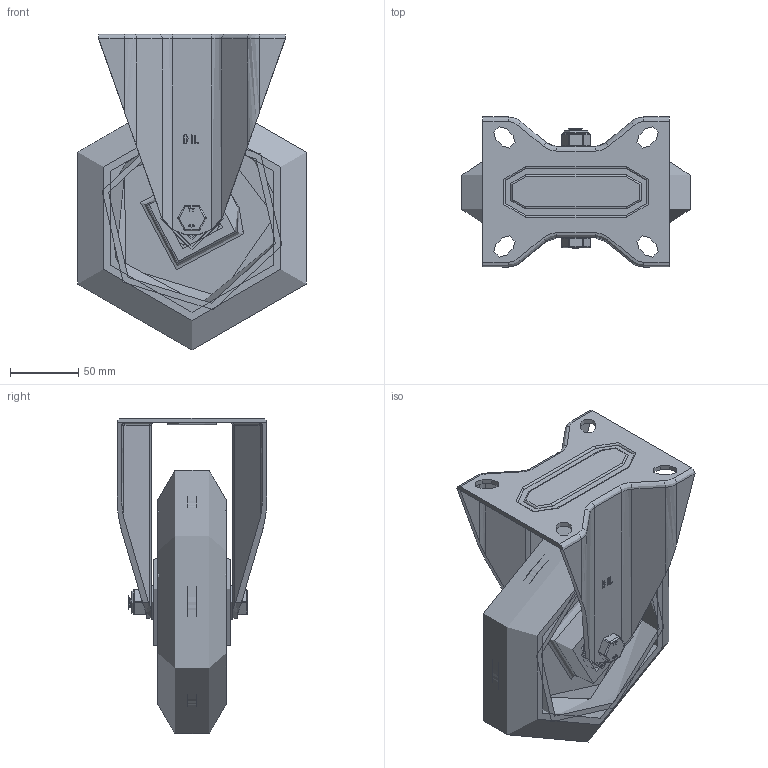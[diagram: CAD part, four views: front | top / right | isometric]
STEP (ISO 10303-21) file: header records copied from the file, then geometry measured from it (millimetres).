
FILE_DESCRIPTION(/* description */ ('','CAx-IF Rec.Pracs.---Representation and Presentation of Product Manufacturing Information (PMI)---4.0---2014-10-13'),/* implementation_level */ '2;1');
FILE_NAME(/* name */ 'BZMMF200RPTABJ.step',/* time_stamp */ '2024-11-29T16:43:01Z',/* author */ (''),/* organization */ (''),/* preprocessor_version */ 'ST-DEVELOPER v20',/* originating_system */ 'Autodesk Translation Framework v13.20.0.188',/* authorisation */ '');
FILE_SCHEMA (('AP242_MANAGED_MODEL_BASED_3D_ENGINEERING_MIM_LF { 1 0 10303 442 1 1 4 }'));
Length unit declared in the file: millimetre
Products named in the file (28): BZMMF200RPTABJ; BZMMF200AS v1; BZMMF200AS; ZINC PLATED, PRESSED STEEL BRACKET; BZH200WRPTABJM20 v1; 95 SHORE A POLYURETHANE TYRE; ALUMINIUM RIM; ALUMINIUM RIM Geometry; BEARING SPACER; BEARING6204; BALL BEARINGS; BEARING6204 (1); BALL BEARINGS (1); Component3; INNER; OUTER; MIDDLE; RUBBER; TH20X2X12 v1; ZINC PLATED HEADED SPACER; TH20X2X12 v1 (1); ZINC PLATED HEADED SPACER (1); HEXBOLTM12X80Z8.8 v2; GRADE 8.8 ZINC PLATED BOLT; NYLOCM12Z v1; NYLOC NUT; NUT; RUBBER (1)
Assembly tree (46 placements, depth 5):
  BZMMF200RPTABJ
    BZMMF200AS v1
      BZMMF200AS
      ZINC PLATED, PRESSED STEEL BRACKET
    BZH200WRPTABJM20 v1
      95 SHORE A POLYURETHANE TYRE
      ALUMINIUM RIM
        ALUMINIUM RIM Geometry
        BEARING SPACER
      BEARING6204
        INNER
        OUTER
        BALL BEARINGS
          Component3  x8
        MIDDLE
        RUBBER
      BEARING6204 (1)
        BALL BEARINGS (1)
          Component3  x8
        INNER
        OUTER
        MIDDLE
        RUBBER
    TH20X2X12 v1
      ZINC PLATED HEADED SPACER
    TH20X2X12 v1 (1)
      ZINC PLATED HEADED SPACER (1)
    HEXBOLTM12X80Z8.8 v2
      GRADE 8.8 ZINC PLATED BOLT
    NYLOCM12Z v1
      NYLOC NUT
        NUT
        RUBBER (1)
Bounding box: 168 x 110 x 231.65 mm (x, y, z)
Volume: 1202781.8 mm3; surface area: 311539.7 mm2
Topology: 35 solids, 35 shells, 1122 faces, 2839 edges, 1875 vertices
Faces by surface type: plane 426, bspline 340, cylinder 250, sphere 66, torus 36, cone 4
Full cylindrical faces by diameter (mm): 9 x24, 9.836 x18, 11.834 x18, 12 x3, 12.2 x4, 14 x2, 18 x1, 18.5 x1, 19.8 x2, 20 x3, 24 x1, 25 x2, 27 x2, 28.5 x8, 30.8 x4, 31.3 x4, 40.3 x4, 40.5 x4, 40.8 x4, 42 x11, 47 x4, 138 x4, 168 x2
Entity records: 30789 total; most frequent: CARTESIAN_POINT 12674, ORIENTED_EDGE 3764, DIRECTION 3176, EDGE_CURVE 1882, VERTEX_POINT 1241, AXIS2_PLACEMENT_3D 1166, EDGE_LOOP 957, LINE 844
